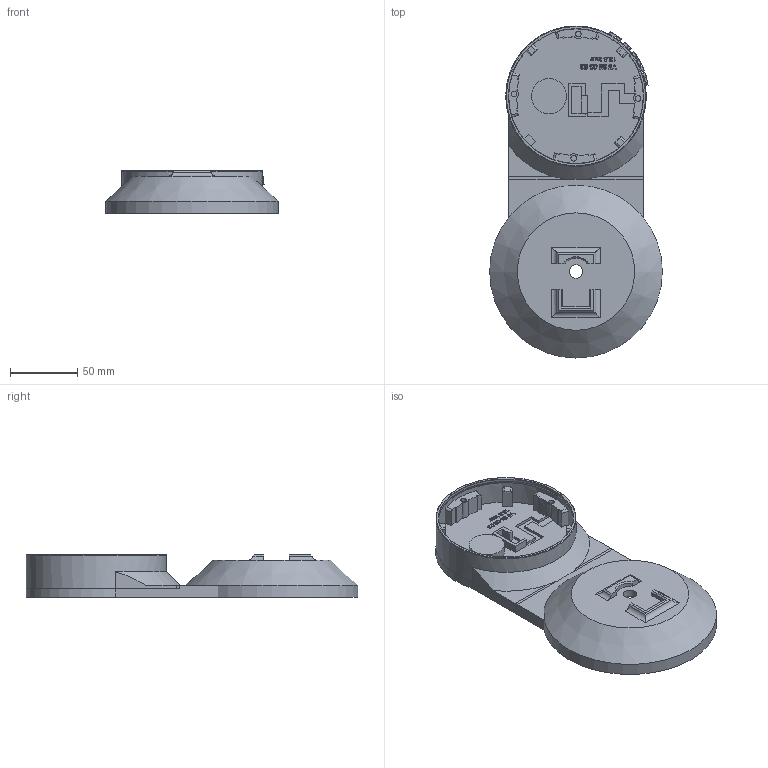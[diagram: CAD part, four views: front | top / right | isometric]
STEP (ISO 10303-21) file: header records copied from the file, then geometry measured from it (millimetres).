
FILE_DESCRIPTION(/* description */ (''),/* implementation_level */ '2;1');
FILE_NAME(/* name */ 'Base (1).step',/* time_stamp */ '2024-01-05T13:19:48-05:00',/* author */ (''),/* organization */ (''),/* preprocessor_version */ 'ST-DEVELOPER v20',/* originating_system */ 'Autodesk Translation Framework v12.14.0.127',/* authorisation */ '');
FILE_SCHEMA (('AUTOMOTIVE_DESIGN { 1 0 10303 214 3 1 1 }'));
Length unit declared in the file: millimetre
Products named in the file (3): Base (1); Suction cup (1); Suction cup (2)
Assembly tree (2 placements, depth 2):
  Base (1)
    Suction cup (1)
    Suction cup (2)
Bounding box: 128 x 246 x 31.8 mm (x, y, z)
Volume: 252564.9 mm3; surface area: 105048.1 mm2
Topology: 3 solids, 3 shells, 649 faces, 1751 edges, 1164 vertices
Faces by surface type: bspline 318, plane 226, cylinder 95, cone 5, torus 5
Full cylindrical faces by diameter (mm): 4.2 x4, 10 x9, 14.023 x3, 16.25 x4, 26 x1, 93.546 x1, 99.827 x1, 101.6 x1, 104 x1, 128 x1
Entity records: 29132 total; most frequent: CARTESIAN_POINT 14908, ORIENTED_EDGE 3502, DIRECTION 1875, EDGE_CURVE 1751, VERTEX_POINT 1164, LINE 897, VECTOR 897, EDGE_LOOP 711
